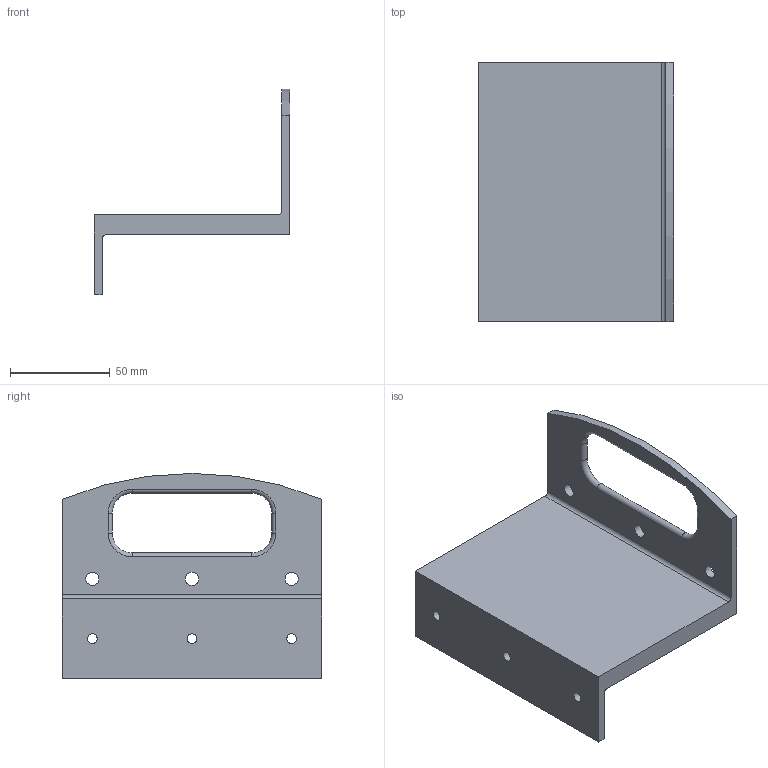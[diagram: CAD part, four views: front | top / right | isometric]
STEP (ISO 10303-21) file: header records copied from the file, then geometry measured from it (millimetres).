
FILE_DESCRIPTION(/* description */ (''),/* implementation_level */ '2;1');
FILE_NAME(/* name */ 'Poignée.stp',/* time_stamp */ '2022-06-07T11:41:29+02:00',/* author */ ('julien.vaudolon'),/* organization */ (''),/* preprocessor_version */ 'ST-DEVELOPER v18.1',/* originating_system */ 'Autodesk Inventor 2020',/* authorisation */ '');
FILE_SCHEMA (('AUTOMOTIVE_DESIGN { 1 0 10303 214 3 1 1 }'));
Length unit declared in the file: millimetre
Products named in the file (1): Poignée
Bounding box: 98 x 130 x 102.92 mm (x, y, z)
Volume: 163488.2 mm3; surface area: 49483.7 mm2
Topology: 1 solids, 1 shells, 26 faces, 78 edges, 54 vertices
Faces by surface type: cylinder 13, plane 9, torus 4
Full cylindrical faces by diameter (mm): 4.917 x3, 6.6 x3
Entity records: 979 total; most frequent: DIRECTION 172, CARTESIAN_POINT 159, ORIENTED_EDGE 156, EDGE_CURVE 78, AXIS2_PLACEMENT_3D 67, VERTEX_POINT 54, EDGE_LOOP 40, CIRCLE 40
